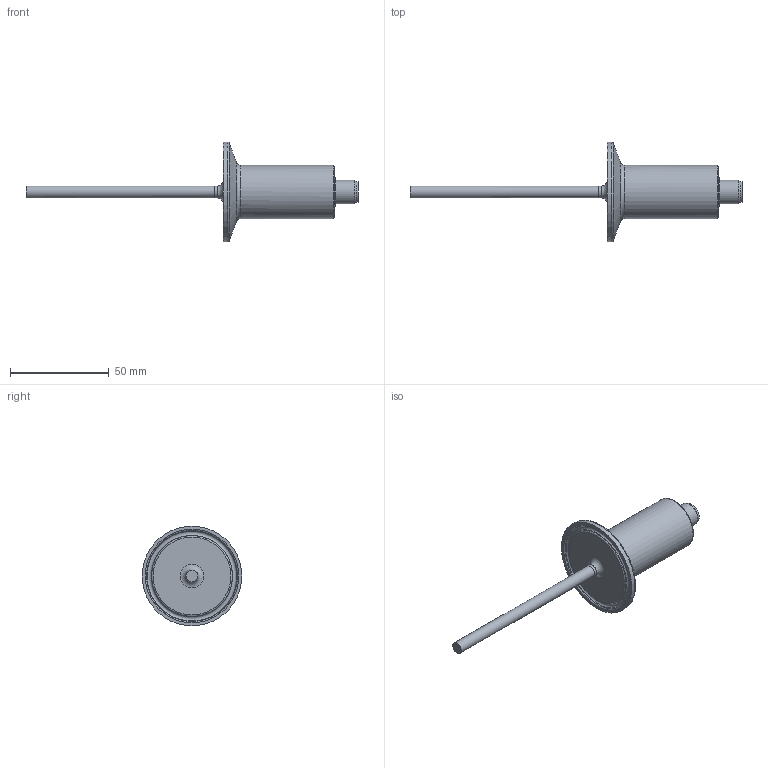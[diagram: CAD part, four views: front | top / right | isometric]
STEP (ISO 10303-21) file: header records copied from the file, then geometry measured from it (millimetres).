
FILE_DESCRIPTION(/* description */ ('Unknown'),/* implementation_level */ '2;1');
FILE_NAME(/* name */ 'PF20H-11.010.C047.20.#.0000.0',/* time_stamp */ '2021-06-09T09:05:55+02:00',/* author */ ('Unknown'),/* organization */ ('Baumer'),/* preprocessor_version */ 'ST-DEVELOPER v16.7',/* originating_system */ 'Solid Edge',/* authorisation */ 'Unknown');
FILE_SCHEMA (('AUTOMOTIVE_DESIGN {1 0 10303 214 3 1 1}'));
Length unit declared in the file: millimetre
Products named in the file (1): PF20H-11.010.C047.20.#.0000.0
Bounding box: 168.24 x 50.31 x 50.31 mm (x, y, z)
Volume: 42348.1 mm3; surface area: 11780.5 mm2
Topology: 1 solids, 3 shells, 69 faces, 152 edges, 95 vertices
Faces by surface type: cylinder 30, plane 17, cone 12, torus 10
Full cylindrical faces by diameter (mm): 1 x4, 5.44 x1, 6 x1, 8.3 x1, 9.4 x1, 9.5 x1, 9.9 x1, 10.5 x1, 12 x1, 27 x1, 50.5 x1
Entity records: 2175 total; most frequent: DIRECTION 327, CARTESIAN_POINT 265, ORIENTED_EDGE 216, AXIS2_PLACEMENT_3D 149, EDGE_LOOP 115, FACE_BOUND 115, EDGE_CURVE 108, VERTEX_POINT 87
